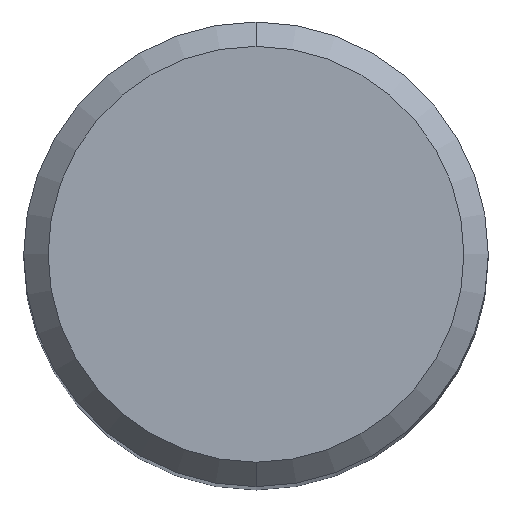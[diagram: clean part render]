
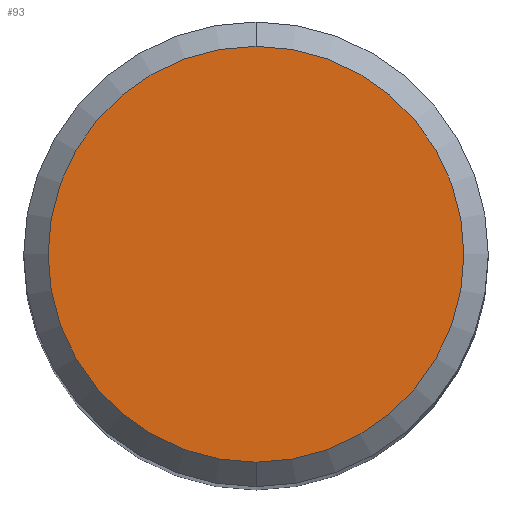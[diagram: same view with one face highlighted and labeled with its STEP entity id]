
A CAD part, top view. The second image highlights one B-rep face of the part: STEP entity #93.
In plain terms, the highlighted planar face has unit normal (0, 0, 1).
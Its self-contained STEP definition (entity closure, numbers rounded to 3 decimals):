
#68=PLANE('',#651);
#93=ADVANCED_FACE('',(#130),#68,.F.);
#130=FACE_OUTER_BOUND('',#163,.T.);
#163=EDGE_LOOP('',(#260,#261));
#260=ORIENTED_EDGE('',*,*,#371,.T.);
#261=ORIENTED_EDGE('',*,*,#370,.T.);
#317=VERTEX_POINT('',#981);
#318=VERTEX_POINT('',#983);
#370=EDGE_CURVE('',#317,#318,#410,.T.);
#371=EDGE_CURVE('',#318,#317,#411,.T.);
#410=CIRCLE('',#648,8.525);
#411=CIRCLE('',#650,8.525);
#648=AXIS2_PLACEMENT_3D('',#984,#824,#825);
#650=AXIS2_PLACEMENT_3D('',#986,#828,#829);
#651=AXIS2_PLACEMENT_3D('',#987,#830,#831);
#824=DIRECTION('',(0.,0.,1.));
#825=DIRECTION('',(0.,-1.,0.));
#828=DIRECTION('',(0.,0.,1.));
#829=DIRECTION('',(0.,1.,0.));
#830=DIRECTION('',(0.,0.,-1.));
#831=DIRECTION('',(0.,-1.,0.));
#981=CARTESIAN_POINT('',(0.,-8.525,0.));
#983=CARTESIAN_POINT('',(0.,8.525,0.));
#984=CARTESIAN_POINT('',(0.,0.,0.));
#986=CARTESIAN_POINT('',(0.,0.,0.));
#987=CARTESIAN_POINT('',(0.,0.,0.));
